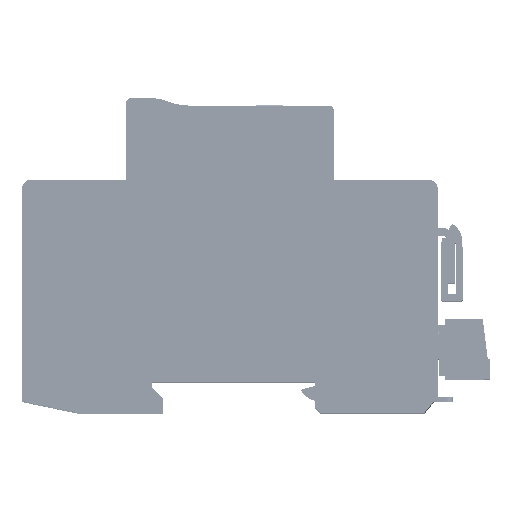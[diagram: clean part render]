
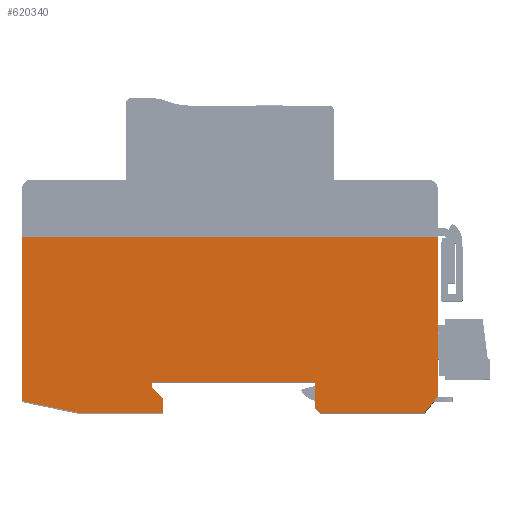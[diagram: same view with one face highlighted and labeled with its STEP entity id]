
A CAD part, top view. The second image highlights one B-rep face of the part: STEP entity #620340.
In plain terms, the highlighted planar face has unit normal (0, 0, 1).
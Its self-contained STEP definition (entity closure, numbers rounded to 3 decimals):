
#577150=CARTESIAN_POINT('',(87.942,-37.2,108.39));
#577160=DIRECTION('',(-0.643,-0.766,0.));
#577170=VECTOR('',#577160,1.);
#577180=LINE('',#577150,#577170);
#577190=CARTESIAN_POINT('',(90.051,-34.687,
108.39));
#577200=VERTEX_POINT('',#577190);
#577210=CARTESIAN_POINT('',(87.187,-38.1,108.39
));
#577220=VERTEX_POINT('',#577210);
#577230=EDGE_CURVE('',#577200,#577220,#577180,.T.);
#585600=CARTESIAN_POINT('',(90.051,-37.2,108.39));
#585610=DIRECTION('',(0.,-1.,0.));
#585620=VECTOR('',#585610,1.);
#585630=LINE('',#585600,#585620);
#585640=CARTESIAN_POINT('',(90.051,-0.1,
108.39));
#585650=VERTEX_POINT('',#585640);
#585660=EDGE_CURVE('',#585650,#577200,#585630,.T.);
#588200=CARTESIAN_POINT('',(28.251,-31.5,108.39));
#588210=VERTEX_POINT('',#588200);
#588240=CARTESIAN_POINT('',(2.151,-31.5,108.39));
#588250=DIRECTION('',(1.,0.,0.));
#588260=VECTOR('',#588250,1.);
#588270=LINE('',#588240,#588260);
#588280=CARTESIAN_POINT('',(63.551,-31.5,108.39));
#588290=VERTEX_POINT('',#588280);
#588300=EDGE_CURVE('',#588210,#588290,#588270,.T.);
#619260=CARTESIAN_POINT('',(63.551,-37.1,
108.39));
#619270=VERTEX_POINT('',#619260);
#619460=CARTESIAN_POINT('',(63.551,-37.2,108.39));
#619470=DIRECTION('',(0.,-1.,0.));
#619480=VECTOR('',#619470,1.);
#619490=LINE('',#619460,#619480);
#619500=EDGE_CURVE('',#588290,#619270,#619490,.T.);
#619550=CARTESIAN_POINT('',(0.051,-37.2,108.39));
#619560=DIRECTION('',(0.,0.,1.));
#619570=DIRECTION('',(1.,0.,0.));
#619580=AXIS2_PLACEMENT_3D('',#619550,#619560,#619570);
#619590=PLANE('',#619580);
#619600=CARTESIAN_POINT('',(63.651,-37.2,108.39));
#619610=DIRECTION('',(0.707,-0.707,0.));
#619620=VECTOR('',#619610,1.);
#619630=LINE('',#619600,#619620);
#619640=CARTESIAN_POINT('',(64.551,-38.1,
108.39));
#619650=VERTEX_POINT('',#619640);
#619660=EDGE_CURVE('',#619270,#619650,#619630,.T.);
#619670=ORIENTED_EDGE('',*,*,#619660,.T.);
#619680=ORIENTED_EDGE('',*,*,#619500,.T.);
#619690=ORIENTED_EDGE('',*,*,#588300,.T.);
#619700=CARTESIAN_POINT('',(28.251,-37.2,108.39));
#619710=DIRECTION('',(0.,1.,0.));
#619720=VECTOR('',#619710,1.);
#619730=LINE('',#619700,#619720);
#619740=CARTESIAN_POINT('',(28.251,-32.7,108.39));
#619750=VERTEX_POINT('',#619740);
#619760=EDGE_CURVE('',#619750,#588210,#619730,.T.);
#619770=ORIENTED_EDGE('',*,*,#619760,.T.);
#619780=CARTESIAN_POINT('',(32.751,-37.2,108.39));
#619790=DIRECTION('',(0.707,-0.707,0.));
#619800=VECTOR('',#619790,1.);
#619810=LINE('',#619780,#619800);
#619820=CARTESIAN_POINT('',(30.551,-35.,
108.39));
#619830=VERTEX_POINT('',#619820);
#619840=EDGE_CURVE('',#619750,#619830,#619810,.T.);
#619850=ORIENTED_EDGE('',*,*,#619840,.F.);
#619860=CARTESIAN_POINT('',(30.551,-37.2,108.39));
#619870=DIRECTION('',(0.,-1.,0.));
#619880=VECTOR('',#619870,1.);
#619890=LINE('',#619860,#619880);
#619900=CARTESIAN_POINT('',(30.551,-38.1,108.39));
#619910=VERTEX_POINT('',#619900);
#619920=EDGE_CURVE('',#619830,#619910,#619890,.T.);
#619930=ORIENTED_EDGE('',*,*,#619920,.F.);
#619940=CARTESIAN_POINT('',(2.151,-38.1,108.39));
#619950=DIRECTION('',(-1.,0.,0.));
#619960=VECTOR('',#619950,1.);
#619970=LINE('',#619940,#619960);
#619980=CARTESIAN_POINT('',(12.051,-38.1,108.39));
#619990=VERTEX_POINT('',#619980);
#620000=EDGE_CURVE('',#619910,#619990,#619970,.T.);
#620010=ORIENTED_EDGE('',*,*,#620000,.F.);
#620020=CARTESIAN_POINT('',(2.151,-36.038,108.39));
#620030=DIRECTION('',(0.979,-0.204,0.));
#620040=VECTOR('',#620030,1.);
#620050=LINE('',#620020,#620040);
#620060=CARTESIAN_POINT('',(0.051,-35.6,108.39));
#620070=VERTEX_POINT('',#620060);
#620080=EDGE_CURVE('',#620070,#619990,#620050,.T.);
#620090=ORIENTED_EDGE('',*,*,#620080,.T.);
#620100=CARTESIAN_POINT('',(0.051,-37.2,108.39));
#620110=DIRECTION('',(0.,1.,0.));
#620120=VECTOR('',#620110,1.);
#620130=LINE('',#620100,#620120);
#620140=CARTESIAN_POINT('',(0.051,-0.1,
108.39));
#620150=VERTEX_POINT('',#620140);
#620160=EDGE_CURVE('',#620070,#620150,#620130,.T.);
#620170=ORIENTED_EDGE('',*,*,#620160,.F.);
#620180=CARTESIAN_POINT('',(2.151,-0.1,
108.39));
#620190=DIRECTION('',(-1.,0.,0.));
#620200=VECTOR('',#620190,1.);
#620210=LINE('',#620180,#620200);
#620220=EDGE_CURVE('',#585650,#620150,#620210,.T.);
#620230=ORIENTED_EDGE('',*,*,#620220,.T.);
#620240=ORIENTED_EDGE('',*,*,#585660,.F.);
#620250=ORIENTED_EDGE('',*,*,#577230,.F.);
#620260=CARTESIAN_POINT('',(2.151,-38.1,
108.39));
#620270=DIRECTION('',(1.,0.,0.));
#620280=VECTOR('',#620270,1.);
#620290=LINE('',#620260,#620280);
#620300=EDGE_CURVE('',#619650,#577220,#620290,.T.);
#620310=ORIENTED_EDGE('',*,*,#620300,.T.);
#620320=EDGE_LOOP('',(#620310,#620250,#620240,#620230,#620170,#620090,
#620010,#619930,#619850,#619770,#619690,#619680,#619670));
#620330=FACE_OUTER_BOUND('',#620320,.T.);
#620340=ADVANCED_FACE('',(#620330),#619590,.T.);
